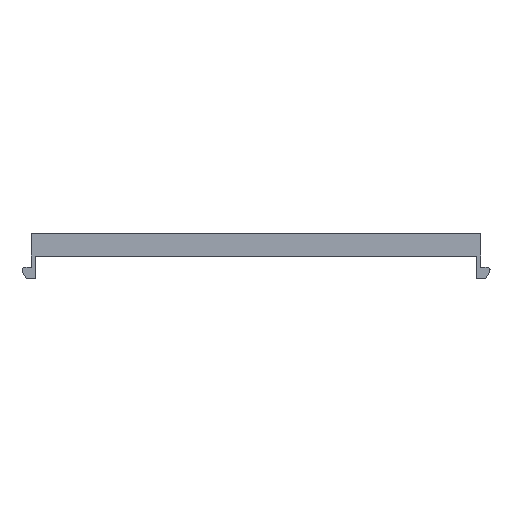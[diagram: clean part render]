
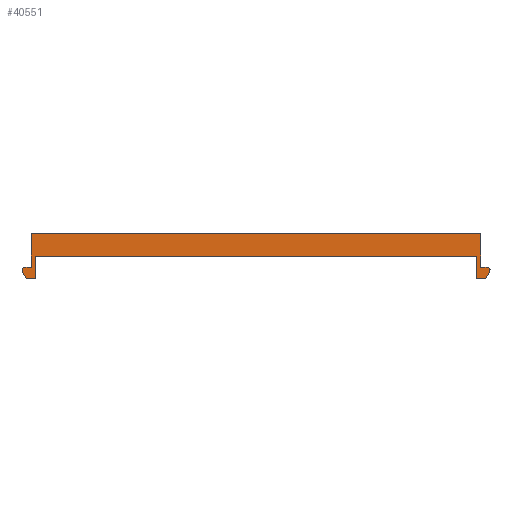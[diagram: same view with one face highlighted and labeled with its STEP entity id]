
A CAD part, left-side view. The second image highlights one B-rep face of the part: STEP entity #40551.
In plain terms, the highlighted planar face has unit normal (-1, 0, 0).
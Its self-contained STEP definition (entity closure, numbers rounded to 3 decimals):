
#198=CIRCLE('',#42439,0.5);
#199=CIRCLE('',#42442,0.5);
#200=CIRCLE('',#42443,0.5);
#201=CIRCLE('',#42444,0.5);
#4528=FACE_OUTER_BOUND('',#6897,.T.);
#6897=EDGE_LOOP('',(#32108,#32109,#32110,#32111,#32112,#32113,#32114,#32115,
#32116,#32117,#32118,#32119,#32120,#32121,#32122,#32123));
#10068=LINE('',#62272,#14043);
#10094=LINE('',#62371,#14069);
#10097=LINE('',#62377,#14072);
#10098=LINE('',#62379,#14073);
#10099=LINE('',#62381,#14074);
#10100=LINE('',#62383,#14075);
#10101=LINE('',#62385,#14076);
#10102=LINE('',#62389,#14077);
#10103=LINE('',#62393,#14078);
#10104=LINE('',#62394,#14079);
#10105=LINE('',#62396,#14080);
#10106=LINE('',#62398,#14081);
#14043=VECTOR('',#46170,10.);
#14069=VECTOR('',#46266,10.);
#14072=VECTOR('',#46271,10.);
#14073=VECTOR('',#46272,10.);
#14074=VECTOR('',#46273,10.);
#14075=VECTOR('',#46274,10.);
#14076=VECTOR('',#46275,10.);
#14077=VECTOR('',#46278,10.);
#14078=VECTOR('',#46281,10.);
#14079=VECTOR('',#46282,10.);
#14080=VECTOR('',#46283,10.);
#14081=VECTOR('',#46284,10.);
#18052=VERTEX_POINT('',#62270);
#18053=VERTEX_POINT('',#62271);
#18089=VERTEX_POINT('',#62364);
#18090=VERTEX_POINT('',#62366);
#18091=VERTEX_POINT('',#62370);
#18093=VERTEX_POINT('',#62376);
#18094=VERTEX_POINT('',#62378);
#18095=VERTEX_POINT('',#62380);
#18096=VERTEX_POINT('',#62382);
#18097=VERTEX_POINT('',#62384);
#18098=VERTEX_POINT('',#62386);
#18099=VERTEX_POINT('',#62388);
#18100=VERTEX_POINT('',#62390);
#18101=VERTEX_POINT('',#62392);
#18102=VERTEX_POINT('',#62395);
#18103=VERTEX_POINT('',#62397);
#23068=EDGE_CURVE('',#18052,#18053,#10068,.T.);
#23105=EDGE_CURVE('',#18089,#18090,#198,.T.);
#23107=EDGE_CURVE('',#18091,#18090,#10094,.T.);
#23110=EDGE_CURVE('',#18093,#18089,#10097,.T.);
#23111=EDGE_CURVE('',#18094,#18093,#10098,.T.);
#23112=EDGE_CURVE('',#18094,#18095,#10099,.T.);
#23113=EDGE_CURVE('',#18095,#18096,#10100,.T.);
#23114=EDGE_CURVE('',#18096,#18097,#10101,.T.);
#23115=EDGE_CURVE('',#18098,#18097,#199,.T.);
#23116=EDGE_CURVE('',#18098,#18099,#10102,.T.);
#23117=EDGE_CURVE('',#18100,#18099,#200,.T.);
#23118=EDGE_CURVE('',#18100,#18101,#10103,.T.);
#23119=EDGE_CURVE('',#18101,#18053,#10104,.T.);
#23120=EDGE_CURVE('',#18052,#18102,#10105,.T.);
#23121=EDGE_CURVE('',#18102,#18103,#10106,.T.);
#23122=EDGE_CURVE('',#18091,#18103,#201,.T.);
#32108=ORIENTED_EDGE('',*,*,#23105,.F.);
#32109=ORIENTED_EDGE('',*,*,#23110,.F.);
#32110=ORIENTED_EDGE('',*,*,#23111,.F.);
#32111=ORIENTED_EDGE('',*,*,#23112,.T.);
#32112=ORIENTED_EDGE('',*,*,#23113,.T.);
#32113=ORIENTED_EDGE('',*,*,#23114,.T.);
#32114=ORIENTED_EDGE('',*,*,#23115,.F.);
#32115=ORIENTED_EDGE('',*,*,#23116,.T.);
#32116=ORIENTED_EDGE('',*,*,#23117,.F.);
#32117=ORIENTED_EDGE('',*,*,#23118,.T.);
#32118=ORIENTED_EDGE('',*,*,#23119,.T.);
#32119=ORIENTED_EDGE('',*,*,#23068,.F.);
#32120=ORIENTED_EDGE('',*,*,#23120,.T.);
#32121=ORIENTED_EDGE('',*,*,#23121,.T.);
#32122=ORIENTED_EDGE('',*,*,#23122,.F.);
#32123=ORIENTED_EDGE('',*,*,#23107,.T.);
#38817=PLANE('',#42441);
#40551=ADVANCED_FACE('',(#4528),#38817,.T.);
#42439=AXIS2_PLACEMENT_3D('',#62367,#46261,#46262);
#42441=AXIS2_PLACEMENT_3D('',#62375,#46269,#46270);
#42442=AXIS2_PLACEMENT_3D('',#62387,#46276,#46277);
#42443=AXIS2_PLACEMENT_3D('',#62391,#46279,#46280);
#42444=AXIS2_PLACEMENT_3D('',#62399,#46285,#46286);
#46170=DIRECTION('',(0.,-1.,0.));
#46261=DIRECTION('center_axis',(1.,0.,0.));
#46262=DIRECTION('ref_axis',(0.,0.526,-0.851));
#46266=DIRECTION('',(0.,-0.447,-0.894));
#46269=DIRECTION('center_axis',(-1.,0.,0.));
#46270=DIRECTION('ref_axis',(0.,-1.,0.));
#46271=DIRECTION('',(0.,1.,0.));
#46272=DIRECTION('',(0.,0.,-1.));
#46273=DIRECTION('',(0.,-1.,0.));
#46274=DIRECTION('',(0.,0.,-1.));
#46275=DIRECTION('',(0.,-1.,0.));
#46276=DIRECTION('center_axis',(1.,0.,0.));
#46277=DIRECTION('ref_axis',(0.,-0.526,-0.851));
#46278=DIRECTION('',(0.,-0.447,0.894));
#46279=DIRECTION('center_axis',(1.,0.,0.));
#46280=DIRECTION('ref_axis',(0.,-0.851,0.526));
#46281=DIRECTION('',(0.,1.,0.));
#46282=DIRECTION('',(0.,0.,1.));
#46283=DIRECTION('',(0.,0.,-1.));
#46284=DIRECTION('',(0.,1.,0.));
#46285=DIRECTION('center_axis',(1.,0.,0.));
#46286=DIRECTION('ref_axis',(0.,0.851,0.526));
#62270=CARTESIAN_POINT('',(5.,85.,4.));
#62271=CARTESIAN_POINT('',(5.,5.,4.));
#62272=CARTESIAN_POINT('',(5.,85.,4.));
#62364=CARTESIAN_POINT('',(5.,85.691,-4.));
#62366=CARTESIAN_POINT('',(5.,86.138,-3.724));
#62367=CARTESIAN_POINT('Origin',(5.,85.691,-3.5));
#62370=CARTESIAN_POINT('',(5.,86.638,-2.724));
#62371=CARTESIAN_POINT('',(5.,87.,-2.));
#62375=CARTESIAN_POINT('Origin',(5.,85.,0.));
#62376=CARTESIAN_POINT('',(5.,84.2,-4.));
#62377=CARTESIAN_POINT('',(5.,5.,-4.));
#62378=CARTESIAN_POINT('',(5.,84.2,0.));
#62379=CARTESIAN_POINT('',(5.,84.2,0.));
#62380=CARTESIAN_POINT('',(5.,5.8,0.));
#62381=CARTESIAN_POINT('',(5.,85.,0.));
#62382=CARTESIAN_POINT('',(5.,5.8,-4.));
#62383=CARTESIAN_POINT('',(5.,5.8,0.));
#62384=CARTESIAN_POINT('',(5.,4.309,-4.));
#62385=CARTESIAN_POINT('',(5.,5.,-4.));
#62386=CARTESIAN_POINT('',(5.,3.862,-3.724));
#62387=CARTESIAN_POINT('Origin',(5.,4.309,-3.5));
#62388=CARTESIAN_POINT('',(5.,3.362,-2.724));
#62389=CARTESIAN_POINT('',(5.,4.,-4.));
#62390=CARTESIAN_POINT('',(5.,3.809,-2.));
#62391=CARTESIAN_POINT('Origin',(5.,3.809,-2.5));
#62392=CARTESIAN_POINT('',(5.,5.,-2.));
#62393=CARTESIAN_POINT('',(5.,3.,-2.));
#62394=CARTESIAN_POINT('',(5.,5.,0.));
#62395=CARTESIAN_POINT('',(5.,85.,-2.));
#62396=CARTESIAN_POINT('',(5.,85.,0.));
#62397=CARTESIAN_POINT('',(5.,86.191,-2.));
#62398=CARTESIAN_POINT('',(5.,85.,-2.));
#62399=CARTESIAN_POINT('Origin',(5.,86.191,-2.5));
